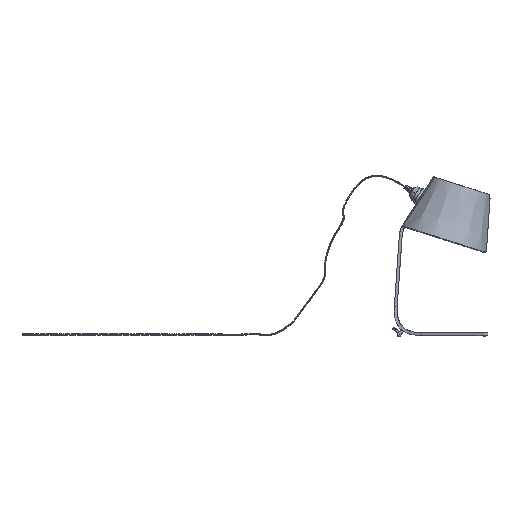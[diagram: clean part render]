
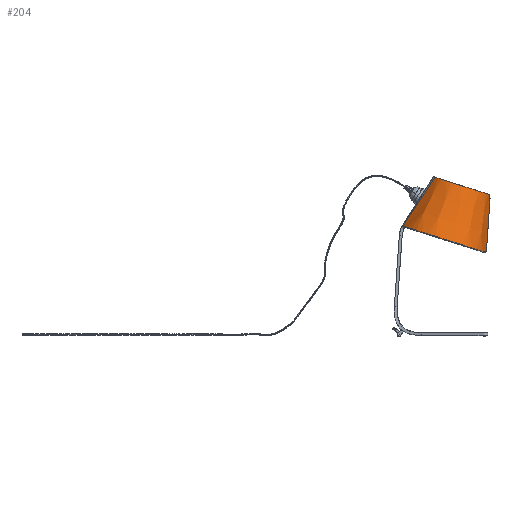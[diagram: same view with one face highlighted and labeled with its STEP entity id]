
A CAD part, left-side view. The second image highlights one B-rep face of the part: STEP entity #204.
In plain terms, the highlighted free-form (B-spline) face has degree [3, 6] with [4, 7] control points.
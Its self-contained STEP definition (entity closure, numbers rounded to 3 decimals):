
#28=B_SPLINE_SURFACE_WITH_KNOTS($,3,6,((#7795,#7796,#7797,#7798,#7799,#7800,
#7801),(#7802,#7803,#7804,#7805,#7806,#7807,#7808),(#7809,#7810,#7811,#7812,
#7813,#7814,#7815),(#7816,#7817,#7818,#7819,#7820,#7821,#7822)),.UNSPECIFIED.,
.F.,.F.,.F.,(4,4),(7,7),(41.07,205.098),(46.081,
465.343),.UNSPECIFIED.);
#204=ADVANCED_FACE($,(#401),#28,.T.);
#401=FACE_OUTER_BOUND($,#600,.T.);
#600=EDGE_LOOP($,(#1149,#1150,#1151,#1152));
#1149=ORIENTED_EDGE($,*,*,#1721,.T.);
#1150=ORIENTED_EDGE($,*,*,#1723,.T.);
#1151=ORIENTED_EDGE($,*,*,#1717,.F.);
#1152=ORIENTED_EDGE($,*,*,#1722,.T.);
#1717=EDGE_CURVE($,#2017,#2018,#2315,.T.);
#1721=EDGE_CURVE($,#2021,#2022,#2319,.T.);
#1722=EDGE_CURVE($,#2017,#2021,#2320,.T.);
#1723=EDGE_CURVE($,#2022,#2018,#2321,.T.);
#2017=VERTEX_POINT($,#9481);
#2018=VERTEX_POINT($,#9482);
#2021=VERTEX_POINT($,#9485);
#2022=VERTEX_POINT($,#9486);
#2315=B_SPLINE_CURVE_WITH_KNOTS($,6,(#7187,#7188,#7189,#7190,#7191,#7192,
#7193),.UNSPECIFIED.,.F.,.F.,(7,7),(0.,16.254),.UNSPECIFIED.);
#2319=B_SPLINE_CURVE_WITH_KNOTS($,3,(#7209,#7210,#7211,#7212,#7213,#7214,
#7215,#7216,#7217,#7218,#7219,#7220,#7221,#7222,#7223,#7224,#7225,#7226,
#7227,#7228,#7229,#7230,#7231,#7232,#7233,#7234,#7235,#7236),.UNSPECIFIED.,
.F.,.F.,(4,2,2,2,2,2,2,2,2,2,2,2,2,4),(0.,0.014,0.021,
0.028,0.041,0.055,0.11,
0.225,0.255,0.27,0.284,0.299,
0.314,0.331),.UNSPECIFIED.);
#2320=B_SPLINE_CURVE_WITH_KNOTS($,6,(#7237,#7238,#7239,#7240,#7241,#7242,
#7243),.UNSPECIFIED.,.F.,.F.,(7,7),(0.,1.),.UNSPECIFIED.);
#2321=B_SPLINE_CURVE_WITH_KNOTS($,6,(#7244,#7245,#7246,#7247,#7248,#7249,
#7250),.UNSPECIFIED.,.F.,.F.,(7,7),(91.218,436.044),.UNSPECIFIED.);
#7187=CARTESIAN_POINT($,(-159.828,226.412,308.777));
#7188=CARTESIAN_POINT($,(-159.946,211.971,331.618));
#7189=CARTESIAN_POINT($,(-160.081,197.219,354.783));
#7190=CARTESIAN_POINT($,(-160.221,182.959,377.001));
#7191=CARTESIAN_POINT($,(-160.383,167.748,400.431));
#7192=CARTESIAN_POINT($,(-160.564,153.034,422.743));
#7193=CARTESIAN_POINT($,(-160.758,137.808,445.268));
#7209=CARTESIAN_POINT($,(-148.427,-2.474,235.731));
#7210=CARTESIAN_POINT($,(-146.429,-3.088,235.535));
#7211=CARTESIAN_POINT($,(-143.812,-3.835,235.497));
#7212=CARTESIAN_POINT($,(-140.289,-4.824,236.83));
#7213=CARTESIAN_POINT($,(-139.183,-5.134,237.505));
#7214=CARTESIAN_POINT($,(-137.339,-5.695,239.498));
#7215=CARTESIAN_POINT($,(-136.727,-5.908,240.648));
#7216=CARTESIAN_POINT($,(-135.594,-6.404,244.235));
#7217=CARTESIAN_POINT($,(-135.711,-6.566,246.897));
#7218=CARTESIAN_POINT($,(-135.742,-6.932,252.189));
#7219=CARTESIAN_POINT($,(-135.751,-7.116,254.835));
#7220=CARTESIAN_POINT($,(-135.796,-8.036,268.065));
#7221=CARTESIAN_POINT($,(-135.829,-8.769,278.647));
#7222=CARTESIAN_POINT($,(-135.954,-11.011,311.325));
#7223=CARTESIAN_POINT($,(-136.049,-12.503,333.41));
#7224=CARTESIAN_POINT($,(-136.193,-14.324,361.135));
#7225=CARTESIAN_POINT($,(-136.224,-14.694,366.81));
#7226=CARTESIAN_POINT($,(-136.273,-15.244,375.318));
#7227=CARTESIAN_POINT($,(-136.29,-15.427,378.153));
#7228=CARTESIAN_POINT($,(-136.322,-15.79,383.821));
#7229=CARTESIAN_POINT($,(-136.317,-15.991,386.772));
#7230=CARTESIAN_POINT($,(-137.947,-15.79,391.452));
#7231=CARTESIAN_POINT($,(-139.248,-15.467,393.016));
#7232=CARTESIAN_POINT($,(-141.958,-14.636,395.211));
#7233=CARTESIAN_POINT($,(-143.275,-14.165,395.83));
#7234=CARTESIAN_POINT($,(-145.863,-13.166,396.863));
#7235=CARTESIAN_POINT($,(-147.25,-12.578,397.212));
#7236=CARTESIAN_POINT($,(-148.629,-11.948,397.475));
#7237=CARTESIAN_POINT($,(-159.828,226.412,308.777));
#7238=CARTESIAN_POINT($,(-213.074,204.548,301.799));
#7239=CARTESIAN_POINT($,(-249.805,156.877,286.585));
#7240=CARTESIAN_POINT($,(-256.596,98.421,267.93));
#7241=CARTESIAN_POINT($,(-234.984,46.51,251.362));
#7242=CARTESIAN_POINT($,(-194.997,11.827,240.294));
#7243=CARTESIAN_POINT($,(-148.427,-2.474,235.731));
#7244=CARTESIAN_POINT($,(-148.629,-11.948,397.475));
#7245=CARTESIAN_POINT($,(-175.786,0.53,401.457));
#7246=CARTESIAN_POINT($,(-197.951,23.374,408.747));
#7247=CARTESIAN_POINT($,(-209.863,54.505,418.683));
#7248=CARTESIAN_POINT($,(-207.287,88.898,429.659));
#7249=CARTESIAN_POINT($,(-189.347,119.032,439.275));
#7250=CARTESIAN_POINT($,(-160.758,137.808,445.268));
#7795=CARTESIAN_POINT($,(-133.288,-6.171,234.551));
#7796=CARTESIAN_POINT($,(-183.832,3.089,237.506));
#7797=CARTESIAN_POINT($,(-229.893,35.564,247.869));
#7798=CARTESIAN_POINT($,(-257.425,88.984,264.919));
#7799=CARTESIAN_POINT($,(-253.674,151.721,284.939));
#7800=CARTESIAN_POINT($,(-215.912,203.383,301.427));
#7801=CARTESIAN_POINT($,(-159.828,226.412,308.777));
#7802=CARTESIAN_POINT($,(-130.944,-10.448,288.109));
#7803=CARTESIAN_POINT($,(-176.598,-2.085,290.777));
#7804=CARTESIAN_POINT($,(-218.202,27.248,300.138));
#7805=CARTESIAN_POINT($,(-243.07,75.498,315.537));
#7806=CARTESIAN_POINT($,(-239.68,132.167,333.621));
#7807=CARTESIAN_POINT($,(-205.574,178.829,348.513));
#7808=CARTESIAN_POINT($,(-154.916,199.63,355.152));
#7809=CARTESIAN_POINT($,(-128.6,-14.726,341.666));
#7810=CARTESIAN_POINT($,(-169.364,-7.258,344.049));
#7811=CARTESIAN_POINT($,(-206.51,18.933,352.407));
#7812=CARTESIAN_POINT($,(-228.715,62.011,366.156));
#7813=CARTESIAN_POINT($,(-225.687,112.612,382.304));
#7814=CARTESIAN_POINT($,(-195.235,154.274,395.6));
#7815=CARTESIAN_POINT($,(-150.005,172.847,401.528));
#7816=CARTESIAN_POINT($,(-126.256,-19.004,395.224));
#7817=CARTESIAN_POINT($,(-162.129,-12.432,397.321));
#7818=CARTESIAN_POINT($,(-194.818,10.617,404.676));
#7819=CARTESIAN_POINT($,(-214.36,48.525,416.775));
#7820=CARTESIAN_POINT($,(-211.694,93.058,430.986));
#7821=CARTESIAN_POINT($,(-184.897,129.72,442.686));
#7822=CARTESIAN_POINT($,(-145.093,146.064,447.903));
#9481=CARTESIAN_POINT($,(-159.828,226.412,308.777));
#9482=CARTESIAN_POINT($,(-160.758,137.808,445.268));
#9485=CARTESIAN_POINT($,(-148.427,-2.474,235.731));
#9486=CARTESIAN_POINT($,(-148.629,-11.948,397.475));
